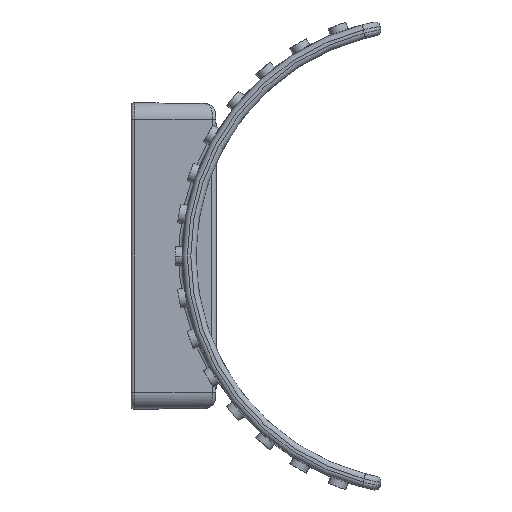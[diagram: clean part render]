
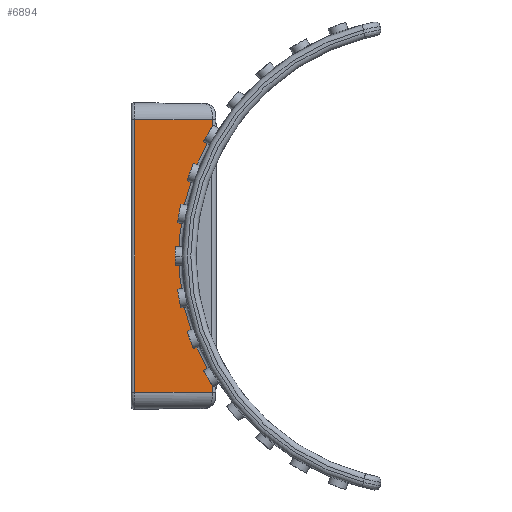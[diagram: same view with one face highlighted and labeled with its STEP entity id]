
A CAD part, left-side view. The second image highlights one B-rep face of the part: STEP entity #6894.
In plain terms, the highlighted planar face has unit normal (-1, 0, 0).
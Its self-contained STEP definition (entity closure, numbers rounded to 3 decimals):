
#319 = VECTOR ( 'NONE', #836, 1000. ) ;
#836 = DIRECTION ( 'NONE',  ( 0., 1., 0. ) ) ;
#894 = EDGE_CURVE ( 'NONE', #10354, #14740, #7473, .T. ) ;
#1158 = LINE ( 'NONE', #14167, #6433 ) ;
#1369 = VECTOR ( 'NONE', #16312, 1000. ) ;
#1521 = DIRECTION ( 'NONE',  ( 0., 0., 1. ) ) ;
#1673 = VERTEX_POINT ( 'NONE', #9908 ) ;
#2283 = LINE ( 'NONE', #10197, #1369 ) ;
#2786 = EDGE_LOOP ( 'NONE', ( #2929, #6668, #13550, #5159, #8867, #10755 ) ) ;
#2929 = ORIENTED_EDGE ( 'NONE', *, *, #16035, .T. ) ;
#2977 = AXIS2_PLACEMENT_3D ( 'NONE', #3797, #5132, #10196 ) ;
#3797 = CARTESIAN_POINT ( 'NONE',  ( 35., -60., 0. ) ) ;
#4937 = CARTESIAN_POINT ( 'NONE',  ( 35., 24., 40. ) ) ;
#5132 = DIRECTION ( 'NONE',  ( 1., 0., 0. ) ) ;
#5144 = VERTEX_POINT ( 'NONE', #15278 ) ;
#5159 = ORIENTED_EDGE ( 'NONE', *, *, #15780, .T. ) ;
#6094 = FACE_OUTER_BOUND ( 'NONE', #2786, .T. ) ;
#6298 = CARTESIAN_POINT ( 'NONE',  ( 35., 1.127, 40. ) ) ;
#6433 = VECTOR ( 'NONE', #8738, 1000. ) ;
#6652 = CARTESIAN_POINT ( 'NONE',  ( 35., 1.127, -45. ) ) ;
#6668 = ORIENTED_EDGE ( 'NONE', *, *, #894, .T. ) ;
#6894 = ADVANCED_FACE ( 'NONE', ( #6094 ), #16362, .T. ) ;
#7420 = DIRECTION ( 'NONE',  ( 0., 0., 1. ) ) ;
#7473 = CIRCLE ( 'NONE', #2977, 71. ) ;
#8409 = LINE ( 'NONE', #12239, #319 ) ;
#8738 = DIRECTION ( 'NONE',  ( 0., 0., -1. ) ) ;
#8867 = ORIENTED_EDGE ( 'NONE', *, *, #15890, .T. ) ;
#9026 = LINE ( 'NONE', #15433, #12492 ) ;
#9908 = CARTESIAN_POINT ( 'NONE',  ( 35., 1.127, -40. ) ) ;
#10196 = DIRECTION ( 'NONE',  ( 0., 0., 1. ) ) ;
#10197 = CARTESIAN_POINT ( 'NONE',  ( 35., 10., -40. ) ) ;
#10354 = VERTEX_POINT ( 'NONE', #12524 ) ;
#10561 = EDGE_CURVE ( 'NONE', #14740, #11557, #9026, .T. ) ;
#10755 = ORIENTED_EDGE ( 'NONE', *, *, #15513, .T. ) ;
#11557 = VERTEX_POINT ( 'NONE', #6298 ) ;
#11740 = DIRECTION ( 'NONE',  ( 0., 0., 1. ) ) ;
#12199 = AXIS2_PLACEMENT_3D ( 'NONE', #12341, #13435, #7420 ) ;
#12239 = CARTESIAN_POINT ( 'NONE',  ( 35., 25., 40. ) ) ;
#12341 = CARTESIAN_POINT ( 'NONE',  ( 35., 10., -45. ) ) ;
#12492 = VECTOR ( 'NONE', #1521, 1000. ) ;
#12524 = CARTESIAN_POINT ( 'NONE',  ( 35., 1.127, -36.118 ) ) ;
#12972 = LINE ( 'NONE', #6652, #14929 ) ;
#13054 = CARTESIAN_POINT ( 'NONE',  ( 35., 1.127, 36.118 ) ) ;
#13232 = VERTEX_POINT ( 'NONE', #4937 ) ;
#13435 = DIRECTION ( 'NONE',  ( -1., 0., 0. ) ) ;
#13550 = ORIENTED_EDGE ( 'NONE', *, *, #10561, .T. ) ;
#14167 = CARTESIAN_POINT ( 'NONE',  ( 35., 24., -45. ) ) ;
#14740 = VERTEX_POINT ( 'NONE', #13054 ) ;
#14929 = VECTOR ( 'NONE', #11740, 1000. ) ;
#15278 = CARTESIAN_POINT ( 'NONE',  ( 35., 24., -40. ) ) ;
#15433 = CARTESIAN_POINT ( 'NONE',  ( 35., 1.127, -45. ) ) ;
#15513 = EDGE_CURVE ( 'NONE', #5144, #1673, #2283, .T. ) ;
#15780 = EDGE_CURVE ( 'NONE', #11557, #13232, #8409, .T. ) ;
#15890 = EDGE_CURVE ( 'NONE', #13232, #5144, #1158, .T. ) ;
#16035 = EDGE_CURVE ( 'NONE', #1673, #10354, #12972, .T. ) ;
#16312 = DIRECTION ( 'NONE',  ( 0., -1., 0. ) ) ;
#16362 = PLANE ( 'NONE',  #12199 ) ;
